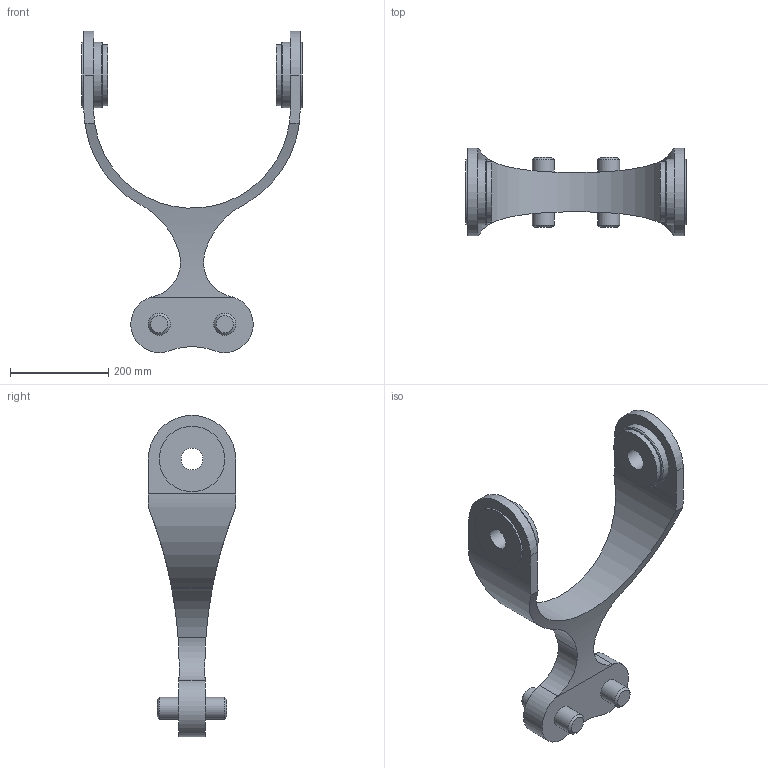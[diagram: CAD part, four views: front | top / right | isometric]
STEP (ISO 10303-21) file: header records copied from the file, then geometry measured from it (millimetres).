
FILE_DESCRIPTION(/* description */ (''),/* implementation_level */ '2;1');
FILE_NAME(/* name */ 'trunk_scaled.stp',/* time_stamp */ '2019-08-09T11:25:32-04:00',/* author */ ('thowison'),/* organization */ (''),/* preprocessor_version */ 'ST-DEVELOPER v17',/* originating_system */ 'Autodesk Inventor 2018',/* authorisation */ '');
FILE_SCHEMA (('AUTOMOTIVE_DESIGN { 1 0 10303 214 3 1 1 }'));
Length unit declared in the file: inch
Products named in the file (1): trunk scaled
Bounding box: 448.94 x 177.8 x 654.13 mm (x, y, z)
Volume: 5590335.4 mm3; surface area: 466183.7 mm2
Topology: 1 solids, 1 shells, 54 faces, 142 edges, 100 vertices
Faces by surface type: cylinder 28, plane 20, cone 4, torus 2
Full cylindrical faces by diameter (mm): 44.45 x6, 124.46 x2, 133.35 x4
Entity records: 2038 total; most frequent: CARTESIAN_POINT 543, DIRECTION 302, ORIENTED_EDGE 284, EDGE_CURVE 142, AXIS2_PLACEMENT_3D 127, VERTEX_POINT 100, CIRCLE 72, EDGE_LOOP 68
